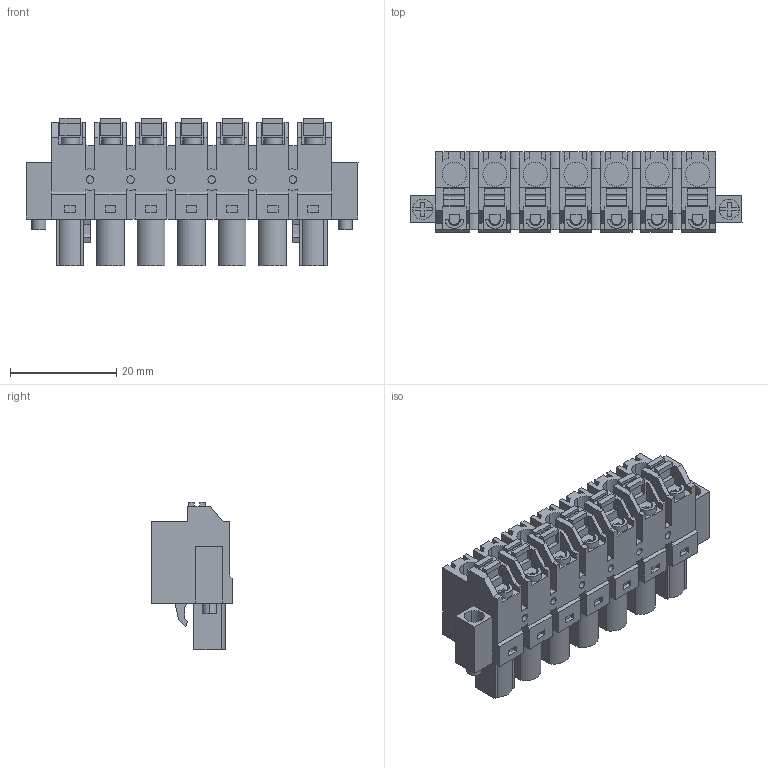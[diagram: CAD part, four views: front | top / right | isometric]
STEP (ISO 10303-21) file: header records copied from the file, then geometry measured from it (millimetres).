
FILE_DESCRIPTION(('CATIA V5 STEP Exchange','CAx-IF Rec.Pracs.--- Model Styling and Organization---1.2---2011-12-15'),'2;1');
FILE_NAME ('D1449904_0_1230270000_1230270000.stp','2017-04-08T10:34:32+00:00',('none'),('Weidmueller'),'CATIA Version 5-6 Release 2014','CATIA V5 STEP AP214','none');
FILE_SCHEMA(('AUTOMOTIVE_DESIGN { 1 0 10303 214 1 1 1 1 }'));
Length unit declared in the file: millimetre
Products named in the file (1): 1230270000
Bounding box: 62.4 x 15.05 x 27.67 mm (x, y, z)
Volume: 12754.4 mm3; surface area: 8926 mm2
Topology: 10 solids, 10 shells, 753 faces, 2118 edges, 1452 vertices
Faces by surface type: plane 594, cylinder 153, extrusion 6
Entity records: 23556 total; most frequent: CARTESIAN_POINT 4982, ORIENTED_EDGE 4236, DIRECTION 3084, EDGE_CURVE 2118, VECTOR 1702, LINE 1696, VERTEX_POINT 1452, AXIS2_PLACEMENT_3D 867
